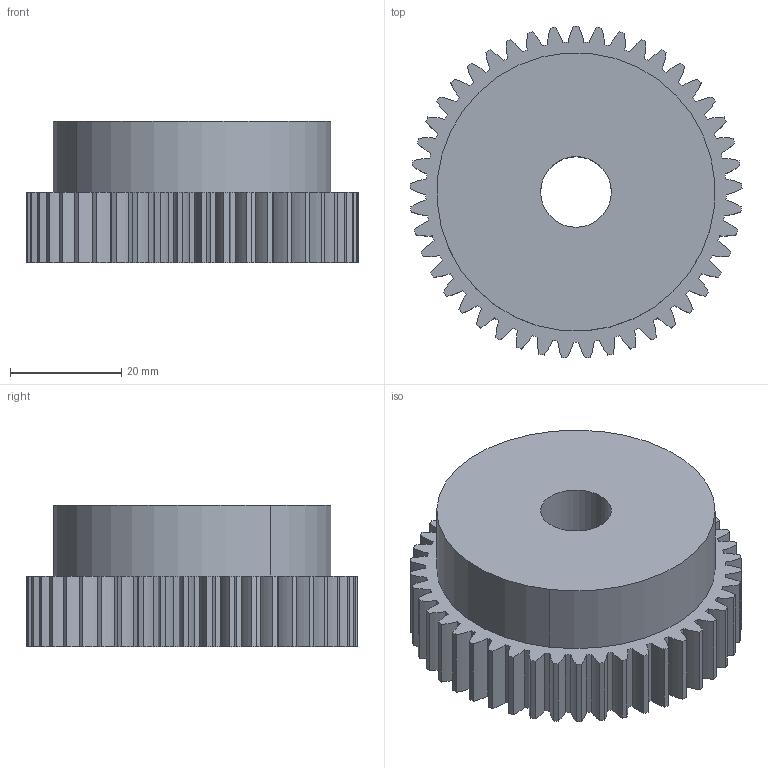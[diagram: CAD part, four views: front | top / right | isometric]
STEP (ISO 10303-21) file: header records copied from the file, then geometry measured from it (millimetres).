
FILE_DESCRIPTION((''),'2;1');
FILE_NAME('gss-2045.stp','2001-12-26T20:03:47',('Ed Sparks'),(''),'Autodesk Inventor (tm) 3.0','Autodesk Inventor (tm) 3.0','');
FILE_SCHEMA(('CONFIG_CONTROL_DESIGN'));
Length unit declared in the file: inch
Products named in the file (1): gss-2045
Bounding box: 59.68 x 59.65 x 25.4 mm (x, y, z)
Volume: 54125.8 mm3; surface area: 12411 mm2
Topology: 1 solids, 1 shells, 187 faces, 552 edges, 368 vertices
Faces by surface type: cylinder 182, plane 3, bspline 2
Entity records: 6601 total; most frequent: DIRECTION 1292, CARTESIAN_POINT 1142, ORIENTED_EDGE 1104, AXIS2_PLACEMENT_3D 554, EDGE_CURVE 552, VERTEX_POINT 368, CIRCLE 368, EDGE_LOOP 190
